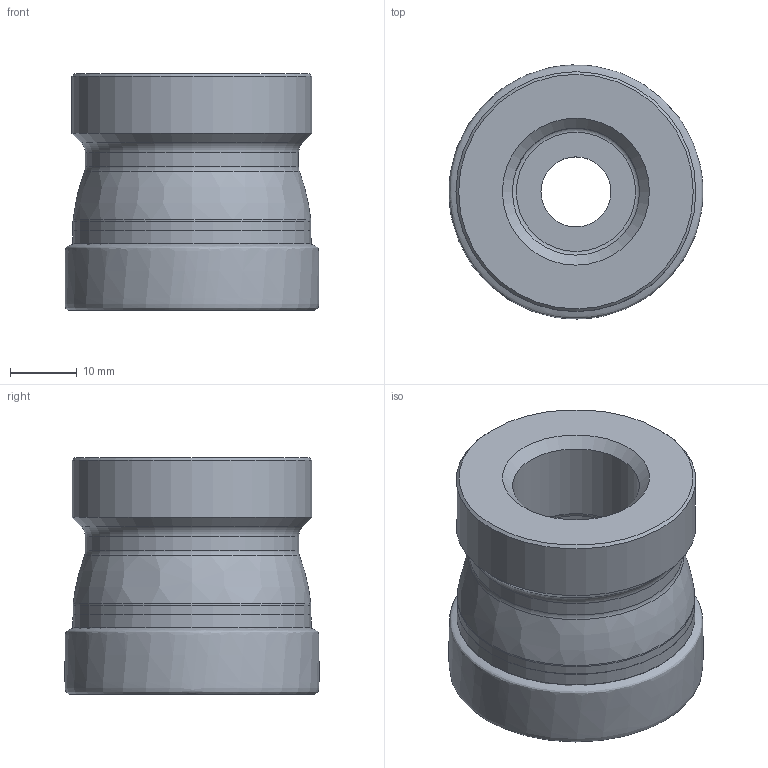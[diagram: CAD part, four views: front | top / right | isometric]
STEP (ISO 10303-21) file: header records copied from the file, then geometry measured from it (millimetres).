
FILE_DESCRIPTION(/* description */ (''),/* implementation_level */ '2;1');
FILE_NAME(/* name */ 'TOOLASSEMBLY_1.STP',/* time_stamp */ '2024-08-27T14:22:19+02:00',/* author */ (''),/* organization */ ('SMS'),/* preprocessor_version */ 'ST-DEVELOPER v16.7',/* originating_system */ 'SIEMENS PLM Software NX 12.0',/* authorisation */ '');
FILE_SCHEMA (('AUTOMOTIVE_DESIGN { 1 0 10303 214 3 1 1 1 }'));
Length unit declared in the file: millimetre
Products named in the file (4): ASSEMBLY_CONSTRUCTION; CUT_20240827142108; NOCUT_20240827142048; TOOLASSEMBLY_1
Assembly tree (3 placements, depth 2):
  TOOLASSEMBLY_1
    NOCUT_20240827142048
    CUT_20240827142108
    ASSEMBLY_CONSTRUCTION
Bounding box: 38.1 x 38.12 x 35.56 mm (x, y, z)
Volume: 31478.2 mm3; surface area: 10509.6 mm2
Topology: 2 solids, 2 shells, 37 faces, 80 edges, 58 vertices
Faces by surface type: torus 14, cone 9, cylinder 7, plane 5, bspline 2
Full cylindrical faces by diameter (mm): 10.5 x1, 14.2 x1, 19.061 x1, 19.5 x1, 32 x1, 35.7 x1, 36 x1
Entity records: 5502 total; most frequent: CARTESIAN_POINT 4652, DIRECTION 172, AXIS2_PLACEMENT_3D 86, FACE_BOUND 73, EDGE_LOOP 72, ORIENTED_EDGE 72, ADVANCED_FACE 37, VERTEX_POINT 37
